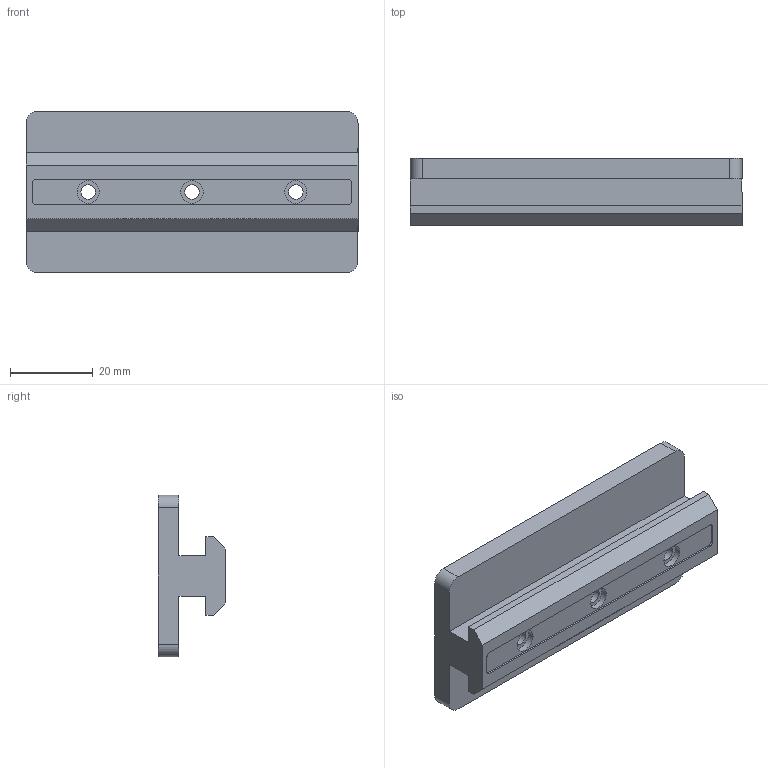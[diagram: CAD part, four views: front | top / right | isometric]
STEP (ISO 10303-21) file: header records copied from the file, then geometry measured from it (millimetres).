
FILE_DESCRIPTION (( 'STEP AP214' ), '1' );
FILE_NAME ('093sm10s02.STEP', '2015-04-23T06:29:41', ( 'Admin' ), ( 'Hewlett-Packard Company' ), 'SwSTEP 2.0', 'SolidWorks 2014', '' );
FILE_SCHEMA (( 'AUTOMOTIVE_DESIGN' ));
Length unit declared in the file: millimetre
Products named in the file (1): 093sm10s02
Bounding box: 80 x 16.3 x 39 mm (x, y, z)
Volume: 26399.6 mm3; surface area: 11287.9 mm2
Topology: 1 solids, 1 shells, 44 faces, 108 edges, 73 vertices
Faces by surface type: plane 27, cylinder 17
Full cylindrical faces by diameter (mm): 3.5 x3, 5.4 x6
Entity records: 1284 total; most frequent: DIRECTION 220, CARTESIAN_POINT 211, ORIENTED_EDGE 192, EDGE_CURVE 96, AXIS2_PLACEMENT_3D 79, VERTEX_POINT 70, EDGE_LOOP 66, LINE 62
